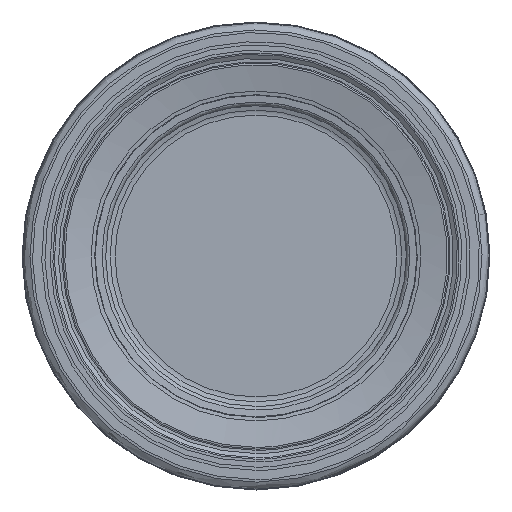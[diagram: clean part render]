
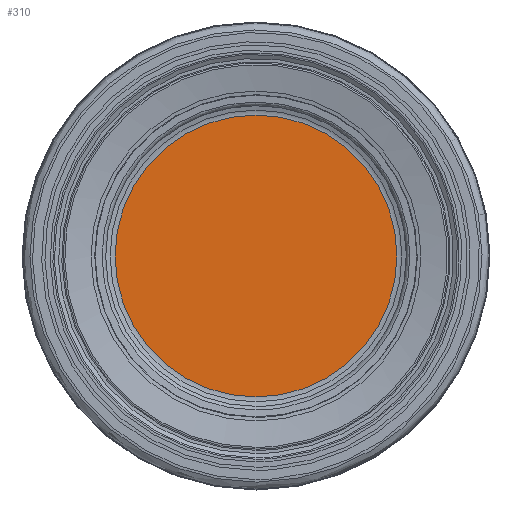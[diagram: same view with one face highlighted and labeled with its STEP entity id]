
A CAD part, left-side view. The second image highlights one B-rep face of the part: STEP entity #310.
In plain terms, the highlighted planar face has unit normal (-1, 0, 0).
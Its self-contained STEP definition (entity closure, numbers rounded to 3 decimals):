
#291=PLANE('',#924);
#293=FACE_OUTER_BOUND('',#502,.T.);
#310=ADVANCED_FACE('',(#293),#291,.F.);
#502=EDGE_LOOP('',(#622));
#622=ORIENTED_EDGE('',*,*,#794,.T.);
#734=VERTEX_POINT('',#1210);
#794=EDGE_CURVE('',#734,#734,#854,.T.);
#854=CIRCLE('',#922,9.955);
#922=AXIS2_PLACEMENT_3D('',#1209,#1013,#1014);
#924=AXIS2_PLACEMENT_3D('',#1212,#1017,#1018);
#1013=DIRECTION('',(-1.,0.,0.));
#1014=DIRECTION('',(0.,0.,1.));
#1017=DIRECTION('',(1.,0.,0.));
#1018=DIRECTION('',(0.,0.,-1.));
#1209=CARTESIAN_POINT('',(1.5,0.,0.));
#1210=CARTESIAN_POINT('',(1.5,0.,9.955));
#1212=CARTESIAN_POINT('',(1.5,9.955,0.));
